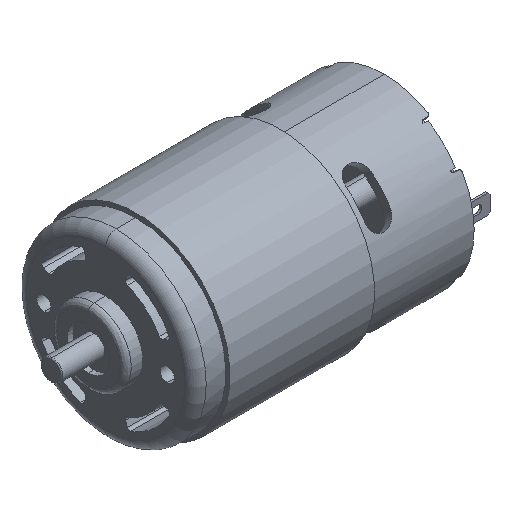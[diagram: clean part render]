
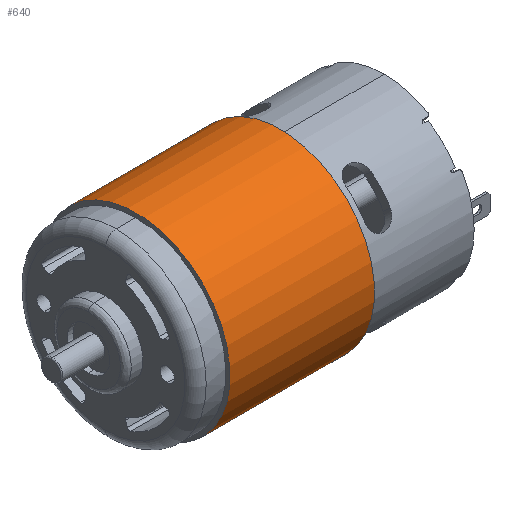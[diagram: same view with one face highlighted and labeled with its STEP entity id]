
A CAD part, isometric view. The second image highlights one B-rep face of the part: STEP entity #640.
In plain terms, the highlighted cylindrical face has radius 22.15 mm (diameter 44.3 mm), a partial arc.
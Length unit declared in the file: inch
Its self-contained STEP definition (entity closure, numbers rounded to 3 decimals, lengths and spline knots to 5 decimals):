
#640 = ADVANCED_FACE ( 'NONE', ( #8572 ), #11202, .T. ) ;
#1094 = EDGE_CURVE ( 'NONE', #2202, #11345, #10229, .T. ) ;
#1640 = CARTESIAN_POINT ( 'NONE',  ( 1.61811, 0.22595, -0.84227 ) ) ;
#1712 = DIRECTION ( 'NONE',  ( 1., 0., 0. ) ) ;
#1871 = DIRECTION ( 'NONE',  ( 0., 0., -1. ) ) ;
#2202 = VERTEX_POINT ( 'NONE', #12605 ) ;
#2206 = DIRECTION ( 'NONE',  ( 1., 0., 0. ) ) ;
#2600 = VECTOR ( 'NONE', #15487, 39.37008 ) ;
#4686 = DIRECTION ( 'NONE',  ( -1., 0., 0. ) ) ;
#4824 = CIRCLE ( 'NONE', #10224, 0.87205 ) ;
#5641 = CARTESIAN_POINT ( 'NONE',  ( 2.51465, 0.22595, -0.84227 ) ) ;
#5698 = CARTESIAN_POINT ( 'NONE',  ( 0.27953, -0.22595, -0.84227 ) ) ;
#6197 = EDGE_CURVE ( 'NONE', #11345, #15510, #18182, .T. ) ;
#8572 = FACE_OUTER_BOUND ( 'NONE', #16969, .T. ) ;
#8706 = ORIENTED_EDGE ( 'NONE', *, *, #15120, .T. ) ;
#8712 = CARTESIAN_POINT ( 'NONE',  ( 0.27953, 0., 0. ) ) ;
#9924 = CARTESIAN_POINT ( 'NONE',  ( 2.51465, 0., 0. ) ) ;
#10224 = AXIS2_PLACEMENT_3D ( 'NONE', #8712, #1712, #16758 ) ;
#10229 = CIRCLE ( 'NONE', #15001, 0.87205 ) ;
#10292 = CARTESIAN_POINT ( 'NONE',  ( 1.61811, 0., 0. ) ) ;
#10610 = CARTESIAN_POINT ( 'NONE',  ( 2.51465, -0.22595, -0.84227 ) ) ;
#11146 = DIRECTION ( 'NONE',  ( 0., 0., -1. ) ) ;
#11202 = CYLINDRICAL_SURFACE ( 'NONE', #15241, 0.87205 ) ;
#11345 = VERTEX_POINT ( 'NONE', #1640 ) ;
#11390 = DIRECTION ( 'NONE',  ( 1., 0., 0. ) ) ;
#11931 = CARTESIAN_POINT ( 'NONE',  ( 0.27953, 0.22595, -0.84227 ) ) ;
#11938 = ORIENTED_EDGE ( 'NONE', *, *, #6197, .T. ) ;
#12239 = EDGE_CURVE ( 'NONE', #15510, #15911, #4824, .T. ) ;
#12407 = LINE ( 'NONE', #10610, #14620 ) ;
#12605 = CARTESIAN_POINT ( 'NONE',  ( 1.61811, -0.22595, -0.84227 ) ) ;
#14620 = VECTOR ( 'NONE', #2206, 39.37008 ) ;
#15001 = AXIS2_PLACEMENT_3D ( 'NONE', #10292, #4686, #1871 ) ;
#15120 = EDGE_CURVE ( 'NONE', #15911, #2202, #12407, .T. ) ;
#15226 = ORIENTED_EDGE ( 'NONE', *, *, #12239, .T. ) ;
#15241 = AXIS2_PLACEMENT_3D ( 'NONE', #9924, #11390, #11146 ) ;
#15487 = DIRECTION ( 'NONE',  ( -1., 0., 0. ) ) ;
#15510 = VERTEX_POINT ( 'NONE', #11931 ) ;
#15911 = VERTEX_POINT ( 'NONE', #5698 ) ;
#16758 = DIRECTION ( 'NONE',  ( 0., 0., -1. ) ) ;
#16906 = ORIENTED_EDGE ( 'NONE', *, *, #1094, .T. ) ;
#16969 = EDGE_LOOP ( 'NONE', ( #16906, #11938, #15226, #8706 ) ) ;
#18182 = LINE ( 'NONE', #5641, #2600 ) ;
